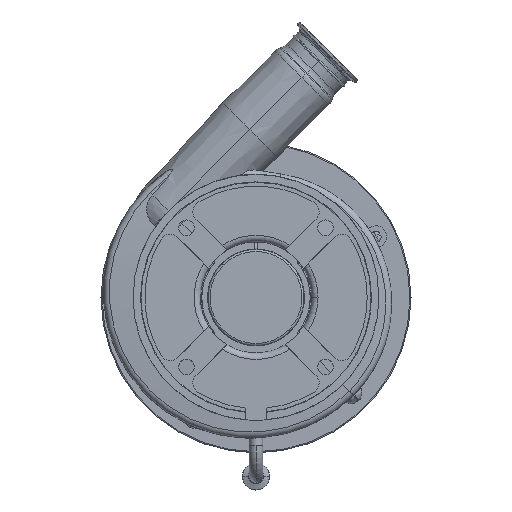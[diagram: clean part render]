
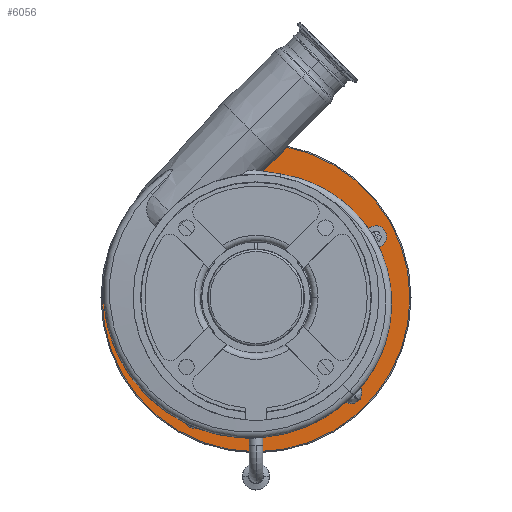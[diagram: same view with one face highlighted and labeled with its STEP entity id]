
A CAD part, top view. The second image highlights one B-rep face of the part: STEP entity #6056.
In plain terms, the highlighted planar face has unit normal (0, 0, 1).
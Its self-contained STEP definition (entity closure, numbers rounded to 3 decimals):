
#385 = CARTESIAN_POINT ( 'NONE',  ( -19.711, 124.449, -61. ) ) ;
#475 = CARTESIAN_POINT ( 'NONE',  ( 0., 0., -61. ) ) ;
#597 = AXIS2_PLACEMENT_3D ( 'NONE', #11576, #796, #10250 ) ;
#685 = CIRCLE ( 'NONE', #8499, 10. ) ;
#732 = ORIENTED_EDGE ( 'NONE', *, *, #12254, .T. ) ;
#752 = ORIENTED_EDGE ( 'NONE', *, *, #3904, .F. ) ;
#796 = DIRECTION ( 'NONE',  ( 0., 0., 1. ) ) ;
#885 = CARTESIAN_POINT ( 'NONE',  ( -124.449, 19.711, -61. ) ) ;
#953 = CARTESIAN_POINT ( 'NONE',  ( -19.711, 124.449, -61. ) ) ;
#1251 = EDGE_CURVE ( 'NONE', #16708, #8564, #2679, .T. ) ;
#1343 = CARTESIAN_POINT ( 'NONE',  ( 89.095, -89.095, -61. ) ) ;
#1601 = FACE_BOUND ( 'NONE', #4082, .T. ) ;
#2089 = VERTEX_POINT ( 'NONE', #13453 ) ;
#2442 = CIRCLE ( 'NONE', #13905, 10. ) ;
#2669 = CARTESIAN_POINT ( 'NONE',  ( 105.196, 64.274, -61. ) ) ;
#2679 = CIRCLE ( 'NONE', #14729, 10. ) ;
#2799 = VERTEX_POINT ( 'NONE', #7749 ) ;
#2847 = CARTESIAN_POINT ( 'NONE',  ( 82.024, -82.024, -61. ) ) ;
#2878 = CIRCLE ( 'NONE', #6250, 144. ) ;
#3031 = DIRECTION ( 'NONE',  ( 1., 0., 0. ) ) ;
#3078 = ORIENTED_EDGE ( 'NONE', *, *, #5030, .F. ) ;
#3170 = CARTESIAN_POINT ( 'NONE',  ( 115., 0., -61. ) ) ;
#3226 = EDGE_CURVE ( 'NONE', #5094, #3234, #12949, .T. ) ;
#3234 = VERTEX_POINT ( 'NONE', #4473 ) ;
#3244 = ORIENTED_EDGE ( 'NONE', *, *, #13740, .T. ) ;
#3255 = FACE_BOUND ( 'NONE', #15680, .T. ) ;
#3263 = CARTESIAN_POINT ( 'NONE',  ( 112.267, 57.203, -61. ) ) ;
#3478 = DIRECTION ( 'NONE',  ( 0., 0., -1. ) ) ;
#3635 = EDGE_LOOP ( 'NONE', ( #9384, #8911 ) ) ;
#3904 = EDGE_CURVE ( 'NONE', #16551, #16170, #15774, .T. ) ;
#4041 = DIRECTION ( 'NONE',  ( 0., 0., -1. ) ) ;
#4065 = ORIENTED_EDGE ( 'NONE', *, *, #1251, .T. ) ;
#4082 = EDGE_LOOP ( 'NONE', ( #752, #3078 ) ) ;
#4219 = FACE_OUTER_BOUND ( 'NONE', #10314, .T. ) ;
#4328 = DIRECTION ( 'NONE',  ( 0., 0., -1. ) ) ;
#4333 = ORIENTED_EDGE ( 'NONE', *, *, #15696, .T. ) ;
#4473 = CARTESIAN_POINT ( 'NONE',  ( -26.782, 131.52, -61. ) ) ;
#4875 = DIRECTION ( 'NONE',  ( -1., 0., 0. ) ) ;
#4918 = VERTEX_POINT ( 'NONE', #2847 ) ;
#5030 = EDGE_CURVE ( 'NONE', #16170, #16551, #16012, .T. ) ;
#5094 = VERTEX_POINT ( 'NONE', #15773 ) ;
#5244 = AXIS2_PLACEMENT_3D ( 'NONE', #15399, #11023, #7063 ) ;
#5509 = EDGE_LOOP ( 'NONE', ( #732, #11927 ) ) ;
#5536 = DIRECTION ( 'NONE',  ( -1., 0., 0. ) ) ;
#5598 = EDGE_CURVE ( 'NONE', #8564, #16708, #14030, .T. ) ;
#5677 = CIRCLE ( 'NONE', #15526, 10. ) ;
#5696 = DIRECTION ( 'NONE',  ( 0., 0., 1. ) ) ;
#5697 = DIRECTION ( 'NONE',  ( 0., 0., -1. ) ) ;
#5768 = CIRCLE ( 'NONE', #5244, 144. ) ;
#5770 = AXIS2_PLACEMENT_3D ( 'NONE', #1343, #4041, #9422 ) ;
#5787 = DIRECTION ( 'NONE',  ( 1., 0., 0. ) ) ;
#5986 = CARTESIAN_POINT ( 'NONE',  ( -115., 0., -61. ) ) ;
#6024 = ORIENTED_EDGE ( 'NONE', *, *, #13600, .T. ) ;
#6056 = ADVANCED_FACE ( 'NONE', ( #13775, #12229, #13529, #13873, #3255, #1601, #4219 ), #9596, .F. ) ;
#6250 = AXIS2_PLACEMENT_3D ( 'NONE', #15073, #8408, #3031 ) ;
#6267 = CIRCLE ( 'NONE', #13543, 10. ) ;
#6300 = CARTESIAN_POINT ( 'NONE',  ( -131.52, 26.782, -61. ) ) ;
#6480 = AXIS2_PLACEMENT_3D ( 'NONE', #10125, #7849, #13038 ) ;
#6712 = ORIENTED_EDGE ( 'NONE', *, *, #11719, .T. ) ;
#7063 = DIRECTION ( 'NONE',  ( 1., 0., 0. ) ) ;
#7158 = ORIENTED_EDGE ( 'NONE', *, *, #5598, .T. ) ;
#7235 = EDGE_CURVE ( 'NONE', #4918, #2089, #11113, .T. ) ;
#7408 = ORIENTED_EDGE ( 'NONE', *, *, #16610, .T. ) ;
#7749 = CARTESIAN_POINT ( 'NONE',  ( -144., 0., -61. ) ) ;
#7849 = DIRECTION ( 'NONE',  ( 0., 0., -1. ) ) ;
#8365 = VERTEX_POINT ( 'NONE', #15148 ) ;
#8408 = DIRECTION ( 'NONE',  ( 0., 0., 1. ) ) ;
#8499 = AXIS2_PLACEMENT_3D ( 'NONE', #11103, #4328, #13638 ) ;
#8564 = VERTEX_POINT ( 'NONE', #12682 ) ;
#8590 = AXIS2_PLACEMENT_3D ( 'NONE', #11783, #10374, #9155 ) ;
#8911 = ORIENTED_EDGE ( 'NONE', *, *, #14577, .T. ) ;
#9070 = CARTESIAN_POINT ( 'NONE',  ( -64.274, -105.196, -61. ) ) ;
#9155 = DIRECTION ( 'NONE',  ( -1., 0., 0. ) ) ;
#9384 = ORIENTED_EDGE ( 'NONE', *, *, #3226, .T. ) ;
#9422 = DIRECTION ( 'NONE',  ( -1., 0., 0. ) ) ;
#9596 = PLANE ( 'NONE',  #16143 ) ;
#9944 = DIRECTION ( 'NONE',  ( -1., 0., 0. ) ) ;
#10125 = CARTESIAN_POINT ( 'NONE',  ( -57.203, -112.267, -61. ) ) ;
#10179 = VERTEX_POINT ( 'NONE', #14090 ) ;
#10250 = DIRECTION ( 'NONE',  ( 1., 0., 0. ) ) ;
#10258 = DIRECTION ( 'NONE',  ( -1., 0., 0. ) ) ;
#10314 = EDGE_LOOP ( 'NONE', ( #17278, #6024 ) ) ;
#10374 = DIRECTION ( 'NONE',  ( 0., 0., -1. ) ) ;
#10517 = VERTEX_POINT ( 'NONE', #6300 ) ;
#11023 = DIRECTION ( 'NONE',  ( 0., 0., 1. ) ) ;
#11069 = DIRECTION ( 'NONE',  ( -1., 0., 0. ) ) ;
#11103 = CARTESIAN_POINT ( 'NONE',  ( -124.449, 19.711, -61. ) ) ;
#11113 = CIRCLE ( 'NONE', #5770, 10. ) ;
#11284 = CIRCLE ( 'NONE', #16056, 10. ) ;
#11408 = CIRCLE ( 'NONE', #8590, 10. ) ;
#11576 = CARTESIAN_POINT ( 'NONE',  ( 0., 0., -61. ) ) ;
#11719 = EDGE_CURVE ( 'NONE', #15869, #13296, #11284, .T. ) ;
#11783 = CARTESIAN_POINT ( 'NONE',  ( 112.267, 57.203, -61. ) ) ;
#11927 = ORIENTED_EDGE ( 'NONE', *, *, #7235, .T. ) ;
#11955 = DIRECTION ( 'NONE',  ( 0., 0., -1. ) ) ;
#12229 = FACE_BOUND ( 'NONE', #14055, .T. ) ;
#12254 = EDGE_CURVE ( 'NONE', #2089, #4918, #5677, .T. ) ;
#12682 = CARTESIAN_POINT ( 'NONE',  ( -50.132, -119.338, -61. ) ) ;
#12855 = DIRECTION ( 'NONE',  ( 0., 0., -1. ) ) ;
#12949 = CIRCLE ( 'NONE', #14878, 10. ) ;
#13038 = DIRECTION ( 'NONE',  ( -1., 0., 0. ) ) ;
#13094 = DIRECTION ( 'NONE',  ( -1., 0., 0. ) ) ;
#13296 = VERTEX_POINT ( 'NONE', #13833 ) ;
#13453 = CARTESIAN_POINT ( 'NONE',  ( 96.167, -96.167, -61. ) ) ;
#13529 = FACE_BOUND ( 'NONE', #3635, .T. ) ;
#13543 = AXIS2_PLACEMENT_3D ( 'NONE', #953, #16903, #4875 ) ;
#13600 = EDGE_CURVE ( 'NONE', #2799, #10179, #5768, .T. ) ;
#13638 = DIRECTION ( 'NONE',  ( -1., 0., 0. ) ) ;
#13740 = EDGE_CURVE ( 'NONE', #8365, #10517, #2442, .T. ) ;
#13775 = FACE_BOUND ( 'NONE', #14463, .T. ) ;
#13783 = AXIS2_PLACEMENT_3D ( 'NONE', #475, #5696, #5787 ) ;
#13833 = CARTESIAN_POINT ( 'NONE',  ( 119.338, 50.132, -61. ) ) ;
#13873 = FACE_BOUND ( 'NONE', #5509, .T. ) ;
#13905 = AXIS2_PLACEMENT_3D ( 'NONE', #885, #3478, #10258 ) ;
#14030 = CIRCLE ( 'NONE', #6480, 10. ) ;
#14055 = EDGE_LOOP ( 'NONE', ( #7408, #6712 ) ) ;
#14090 = CARTESIAN_POINT ( 'NONE',  ( 144., 0., -61. ) ) ;
#14463 = EDGE_LOOP ( 'NONE', ( #7158, #4065 ) ) ;
#14577 = EDGE_CURVE ( 'NONE', #3234, #5094, #6267, .T. ) ;
#14652 = DIRECTION ( 'NONE',  ( -1., 0., 0. ) ) ;
#14729 = AXIS2_PLACEMENT_3D ( 'NONE', #17118, #11955, #13094 ) ;
#14821 = CARTESIAN_POINT ( 'NONE',  ( 89.095, -89.095, -61. ) ) ;
#14878 = AXIS2_PLACEMENT_3D ( 'NONE', #385, #5697, #11069 ) ;
#14925 = CARTESIAN_POINT ( 'NONE',  ( 0., 115., -61. ) ) ;
#15073 = CARTESIAN_POINT ( 'NONE',  ( 0., 0., -61. ) ) ;
#15148 = CARTESIAN_POINT ( 'NONE',  ( -117.378, 12.64, -61. ) ) ;
#15399 = CARTESIAN_POINT ( 'NONE',  ( 0., 0., -61. ) ) ;
#15489 = EDGE_CURVE ( 'NONE', #10179, #2799, #2878, .T. ) ;
#15526 = AXIS2_PLACEMENT_3D ( 'NONE', #14821, #16074, #14652 ) ;
#15680 = EDGE_LOOP ( 'NONE', ( #3244, #4333 ) ) ;
#15696 = EDGE_CURVE ( 'NONE', #10517, #8365, #685, .T. ) ;
#15773 = CARTESIAN_POINT ( 'NONE',  ( -12.64, 117.378, -61. ) ) ;
#15774 = CIRCLE ( 'NONE', #13783, 115. ) ;
#15869 = VERTEX_POINT ( 'NONE', #2669 ) ;
#16012 = CIRCLE ( 'NONE', #597, 115. ) ;
#16056 = AXIS2_PLACEMENT_3D ( 'NONE', #3263, #12855, #9944 ) ;
#16074 = DIRECTION ( 'NONE',  ( 0., 0., -1. ) ) ;
#16143 = AXIS2_PLACEMENT_3D ( 'NONE', #14925, #16334, #5536 ) ;
#16170 = VERTEX_POINT ( 'NONE', #5986 ) ;
#16334 = DIRECTION ( 'NONE',  ( 0., 0., -1. ) ) ;
#16551 = VERTEX_POINT ( 'NONE', #3170 ) ;
#16610 = EDGE_CURVE ( 'NONE', #13296, #15869, #11408, .T. ) ;
#16708 = VERTEX_POINT ( 'NONE', #9070 ) ;
#16903 = DIRECTION ( 'NONE',  ( 0., 0., -1. ) ) ;
#17118 = CARTESIAN_POINT ( 'NONE',  ( -57.203, -112.267, -61. ) ) ;
#17278 = ORIENTED_EDGE ( 'NONE', *, *, #15489, .T. ) ;
